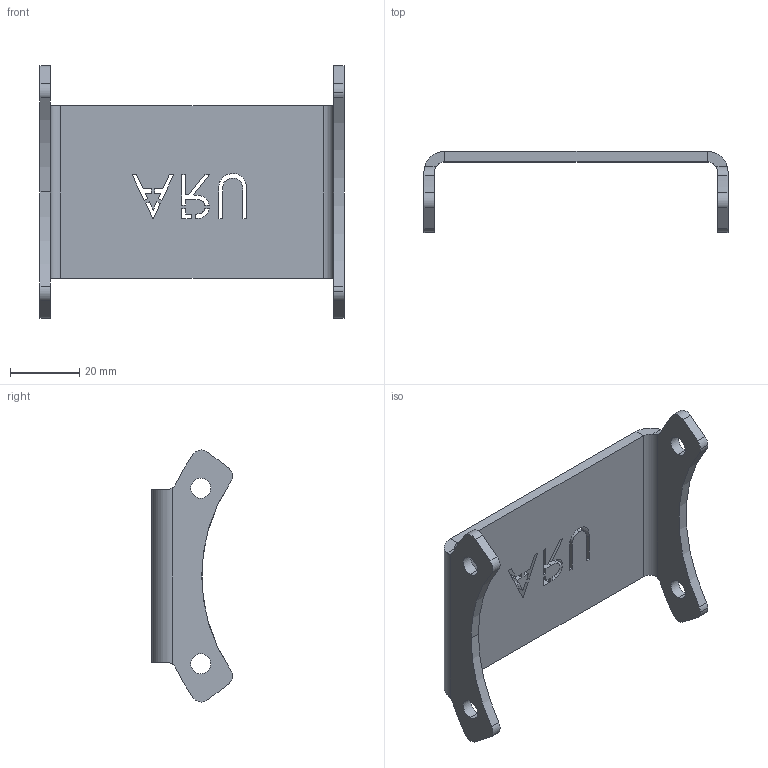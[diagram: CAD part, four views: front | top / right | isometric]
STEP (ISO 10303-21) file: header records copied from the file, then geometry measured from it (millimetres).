
FILE_DESCRIPTION (( 'STEP AP214' ), '1' );
FILE_NAME ('BLKS-SM011-motor-gaurd.STEP', '2025-06-17T11:50:47', ( '' ), ( '' ), 'SwSTEP 2.0', 'SolidWorks 2024', '' );
FILE_SCHEMA (( 'AUTOMOTIVE_DESIGN' ));
Length unit declared in the file: millimetre
Products named in the file (1): BLKS-SM011-motor-gaurd
Bounding box: 88 x 23.39 x 72.98 mm (x, y, z)
Volume: 17726.7 mm3; surface area: 13848 mm2
Topology: 1 solids, 1 shells, 110 faces, 316 edges, 208 vertices
Faces by surface type: plane 64, cylinder 33, bspline 13
Entity records: 4335 total; most frequent: CARTESIAN_POINT 1428, ORIENTED_EDGE 632, DIRECTION 544, EDGE_CURVE 316, LINE 216, VECTOR 216, VERTEX_POINT 208, AXIS2_PLACEMENT_3D 164
